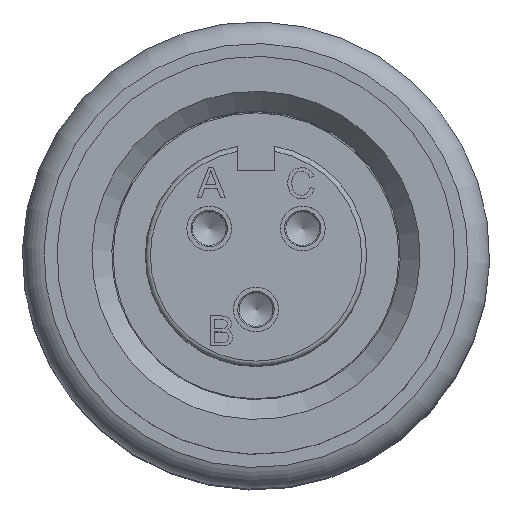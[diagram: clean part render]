
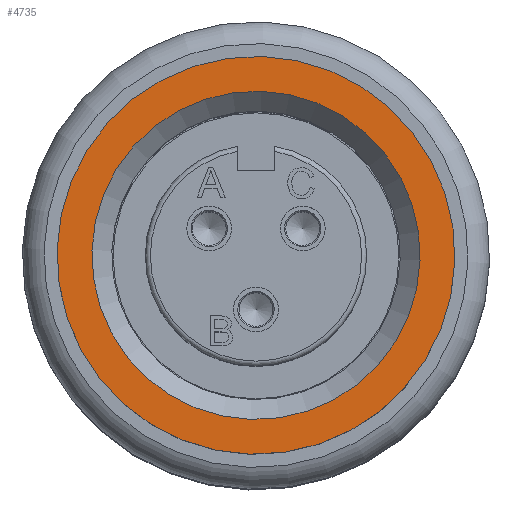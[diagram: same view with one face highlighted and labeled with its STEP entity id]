
A CAD part, top view. The second image highlights one B-rep face of the part: STEP entity #4735.
In plain terms, the highlighted planar face has unit normal (0, 0, 1).
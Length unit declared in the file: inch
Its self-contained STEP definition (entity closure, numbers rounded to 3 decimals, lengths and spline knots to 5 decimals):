
#373=FACE_BOUND('',#1681,.T.);
#716=CIRCLE('',#5405,0.4);
#720=CIRCLE('',#5413,0.33);
#870=PLANE('',#5416);
#1213=FACE_OUTER_BOUND('',#1680,.T.);
#1680=EDGE_LOOP('',(#4071));
#1681=EDGE_LOOP('',(#4072));
#2322=VERTEX_POINT('',#8499);
#2326=VERTEX_POINT('',#8511);
#2868=EDGE_CURVE('',#2322,#2322,#716,.T.);
#2872=EDGE_CURVE('',#2326,#2326,#720,.T.);
#4071=ORIENTED_EDGE('',*,*,#2868,.F.);
#4072=ORIENTED_EDGE('',*,*,#2872,.F.);
#4735=ADVANCED_FACE('',(#1213,#373),#870,.F.);
#5405=AXIS2_PLACEMENT_3D('',#8500,#6893,#6894);
#5413=AXIS2_PLACEMENT_3D('',#8512,#6909,#6910);
#5416=AXIS2_PLACEMENT_3D('',#8516,#6915,#6916);
#6893=DIRECTION('center_axis',(0.,0.,
-1.));
#6894=DIRECTION('ref_axis',(-0.031,-1.,0.));
#6909=DIRECTION('center_axis',(0.,0.,
1.));
#6910=DIRECTION('ref_axis',(-0.031,-1.,0.));
#6915=DIRECTION('center_axis',(0.,0.,
-1.));
#6916=DIRECTION('ref_axis',(-0.031,-1.,0.));
#8499=CARTESIAN_POINT('',(0.01259,0.3998,0.112));
#8500=CARTESIAN_POINT('Origin',(0.,0.,
0.112));
#8511=CARTESIAN_POINT('',(0.01039,0.32984,0.112));
#8512=CARTESIAN_POINT('Origin',(0.,0.,
0.112));
#8516=CARTESIAN_POINT('Origin',(0.,0.,
0.112));
